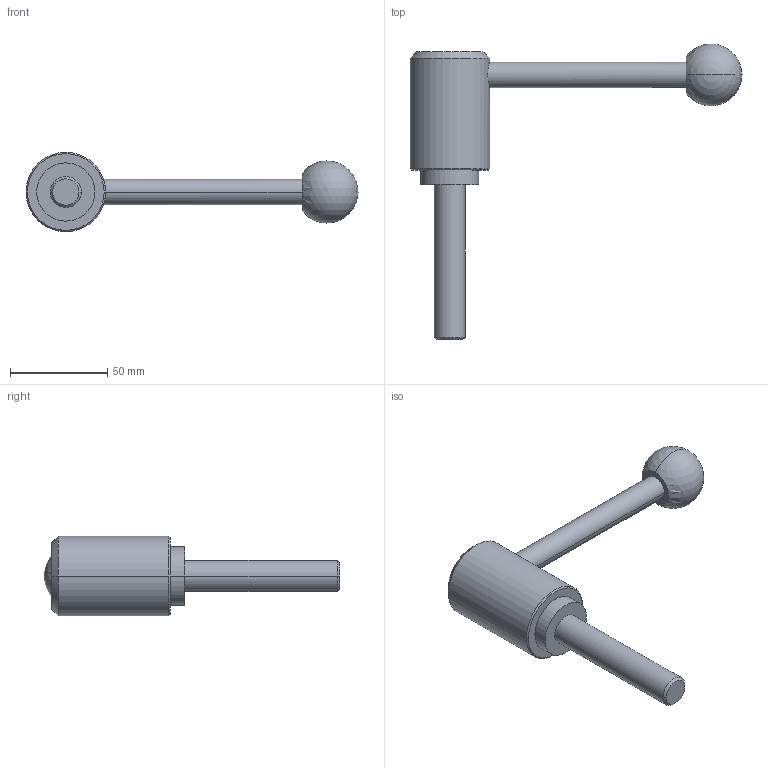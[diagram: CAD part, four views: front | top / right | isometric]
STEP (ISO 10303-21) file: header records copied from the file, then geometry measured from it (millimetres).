
FILE_DESCRIPTION( ( '' ), '1' );
FILE_NAME( 'K0108.4162X80.stp', '2012-11-01T10:40:28', ( '' ), ( '' ), ' ', ' ', ' ' );
FILE_SCHEMA( ( 'CONFIG_CONTROL_DESIGN' ) );
Length unit declared in the file: millimetre
Products named in the file (1): 1
Bounding box: 171 x 152.38 x 41 mm (x, y, z)
Volume: 131281 mm3; surface area: 21928.8 mm2
Topology: 1 solids, 1 shells, 21 faces, 48 edges, 28 vertices
Faces by surface type: cylinder 8, cone 6, plane 5, sphere 2
Entity records: 677 total; most frequent: CARTESIAN_POINT 161, DIRECTION 111, ORIENTED_EDGE 88, AXIS2_PLACEMENT_3D 48, EDGE_CURVE 44, VERTEX_POINT 28, CIRCLE 26, EDGE_LOOP 24
